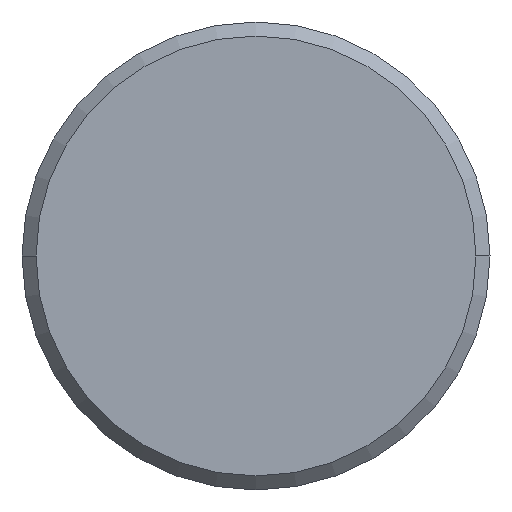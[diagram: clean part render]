
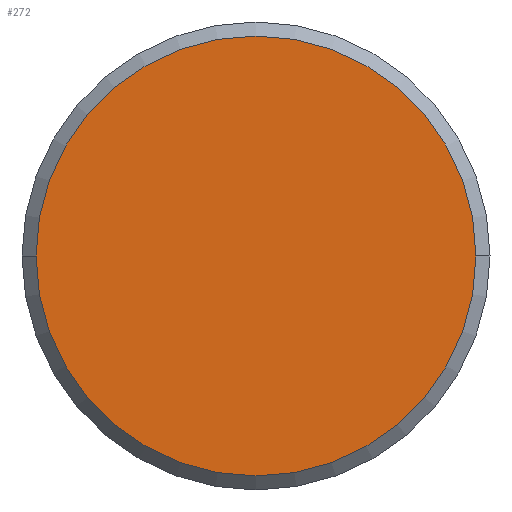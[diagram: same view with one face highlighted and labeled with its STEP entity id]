
A CAD part, left-side view. The second image highlights one B-rep face of the part: STEP entity #272.
In plain terms, the highlighted planar face has unit normal (-1, 0, 0).
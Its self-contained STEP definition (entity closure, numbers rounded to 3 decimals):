
#28 = DIRECTION ( 'NONE',  ( 0., 1., 0. ) ) ;
#40 = FACE_OUTER_BOUND ( 'NONE', #328, .T. ) ;
#63 = CARTESIAN_POINT ( 'NONE',  ( -47., 0., 0. ) ) ;
#96 = CIRCLE ( 'NONE', #246, 4.7 ) ;
#97 = DIRECTION ( 'NONE',  ( 0., -1., 0. ) ) ;
#108 = DIRECTION ( 'NONE',  ( 1., 0., 0. ) ) ;
#110 = EDGE_CURVE ( 'NONE', #130, #332, #354, .T. ) ;
#125 = AXIS2_PLACEMENT_3D ( 'NONE', #63, #277, #97 ) ;
#130 = VERTEX_POINT ( 'NONE', #325 ) ;
#134 = EDGE_CURVE ( 'NONE', #332, #130, #96, .T. ) ;
#147 = CARTESIAN_POINT ( 'NONE',  ( -47., 4.7, 0. ) ) ;
#152 = ORIENTED_EDGE ( 'NONE', *, *, #134, .F. ) ;
#172 = AXIS2_PLACEMENT_3D ( 'NONE', #303, #108, #212 ) ;
#212 = DIRECTION ( 'NONE',  ( 0., 1., 0. ) ) ;
#216 = PLANE ( 'NONE',  #125 ) ;
#221 = DIRECTION ( 'NONE',  ( 1., 0., 0. ) ) ;
#242 = ORIENTED_EDGE ( 'NONE', *, *, #110, .F. ) ;
#246 = AXIS2_PLACEMENT_3D ( 'NONE', #413, #221, #28 ) ;
#272 = ADVANCED_FACE ( 'NONE', ( #40 ), #216, .T. ) ;
#277 = DIRECTION ( 'NONE',  ( -1., 0., 0. ) ) ;
#303 = CARTESIAN_POINT ( 'NONE',  ( -47., 0., 0. ) ) ;
#325 = CARTESIAN_POINT ( 'NONE',  ( -47., -4.7, 0. ) ) ;
#328 = EDGE_LOOP ( 'NONE', ( #152, #242 ) ) ;
#332 = VERTEX_POINT ( 'NONE', #147 ) ;
#354 = CIRCLE ( 'NONE', #172, 4.7 ) ;
#413 = CARTESIAN_POINT ( 'NONE',  ( -47., 0., 0. ) ) ;
